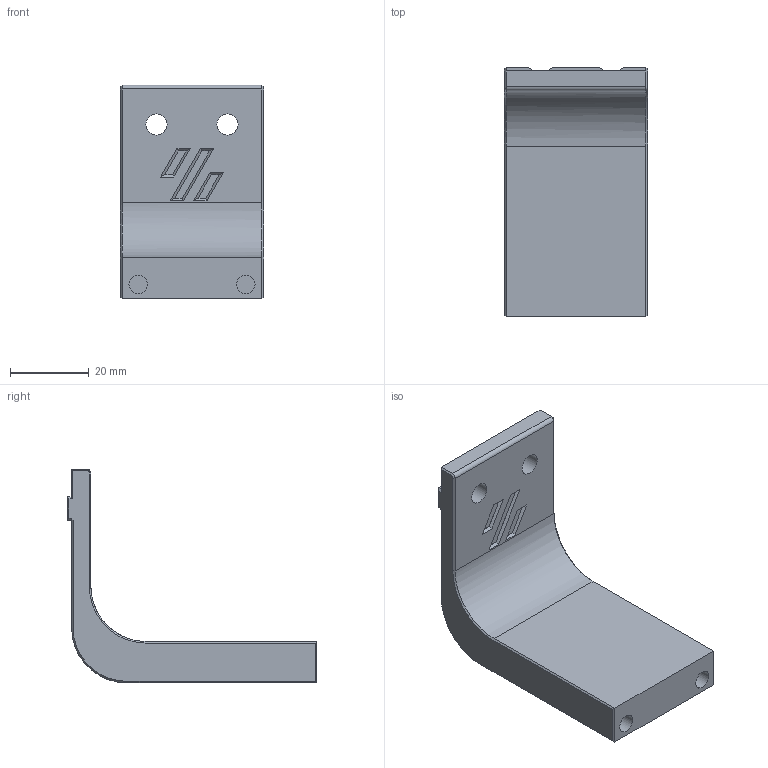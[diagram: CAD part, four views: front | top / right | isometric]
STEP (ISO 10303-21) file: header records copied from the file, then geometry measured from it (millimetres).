
FILE_DESCRIPTION(/* description */ (''),/* implementation_level */ '2;1');
FILE_NAME(/* name */ 'Dock Mount fixed VL.step',/* time_stamp */ '2021-08-16T10:57:47+03:00',/* author */ (''),/* organization */ (''),/* preprocessor_version */ 'ST-DEVELOPER v18.1',/* originating_system */ 'Autodesk Translation Framework v10.9.0.1377',/* authorisation */ '');
FILE_SCHEMA (('AUTOMOTIVE_DESIGN { 1 0 10303 214 3 1 1 }'));
Length unit declared in the file: millimetre
Products named in the file (1): Dock Mount fixed
Bounding box: 36.26 x 63.26 x 54.22 mm (x, y, z)
Volume: 30523.7 mm3; surface area: 10481.2 mm2
Topology: 1 solids, 1 shells, 90 faces, 225 edges, 140 vertices
Faces by surface type: plane 77, cylinder 7, cone 6
Full cylindrical faces by diameter (mm): 4.7 x2, 5.4 x2
Entity records: 2739 total; most frequent: CARTESIAN_POINT 536, ORIENTED_EDGE 450, DIRECTION 431, EDGE_CURVE 225, LINE 197, VECTOR 197, VERTEX_POINT 140, AXIS2_PLACEMENT_3D 117
